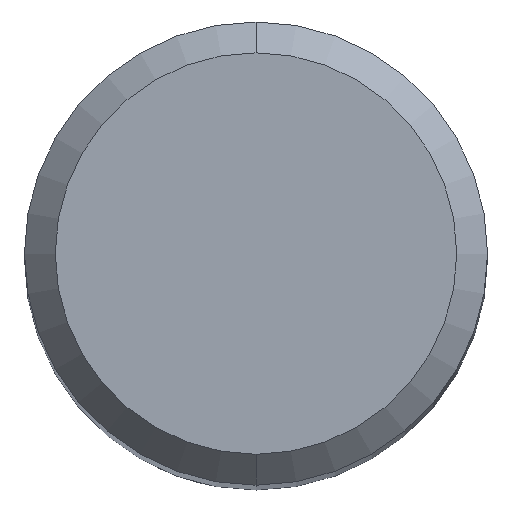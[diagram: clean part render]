
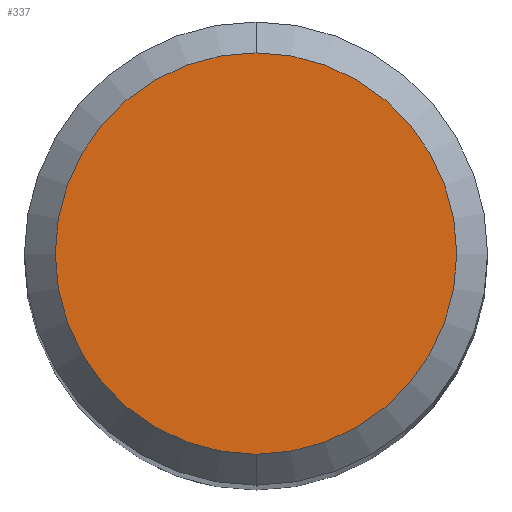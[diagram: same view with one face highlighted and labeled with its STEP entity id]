
A CAD part, top view. The second image highlights one B-rep face of the part: STEP entity #337.
In plain terms, the highlighted planar face has unit normal (0, 0, 1).
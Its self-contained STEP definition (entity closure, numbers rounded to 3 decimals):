
#337=ADVANCED_FACE('',(#912),#913,.T.);
#409=VERTEX_POINT('',#991);
#485=VERTEX_POINT('',#1076);
#597=EDGE_CURVE('',#485,#409,#1197,.T.);
#661=EDGE_CURVE('',#409,#485,#1268,.T.);
#912=FACE_OUTER_BOUND('',#1564,.T.);
#913=PLANE('',#1565);
#991=CARTESIAN_POINT('',(0.0,2.6,0.0));
#1076=CARTESIAN_POINT('',(0.,-2.6,0.0));
#1197=CIRCLE('',#3644,2.6);
#1268=CIRCLE('',#3906,2.6);
#1564=EDGE_LOOP('',(#5901,#5902));
#1565=AXIS2_PLACEMENT_3D('',#5903,#5904,#5905);
#3644=AXIS2_PLACEMENT_3D('',#6178,#6179,#6180);
#3906=AXIS2_PLACEMENT_3D('',#6263,#6264,#6265);
#5901=ORIENTED_EDGE('',*,*,#661,.F.);
#5902=ORIENTED_EDGE('',*,*,#597,.F.);
#5903=CARTESIAN_POINT('',(0.0,1.3,0.0));
#5904=DIRECTION('',(-0.0,0.0,1.0));
#5905=DIRECTION('',(0.0,-1.0,0.0));
#6178=CARTESIAN_POINT('',(0.0,0.0,0.0));
#6179=DIRECTION('',(0.0,0.0,-1.0));
#6180=DIRECTION('',(0.0,1.0,0.0));
#6263=CARTESIAN_POINT('',(0.0,0.0,0.0));
#6264=DIRECTION('',(0.0,0.0,-1.0));
#6265=DIRECTION('',(0.0,1.0,0.0));
